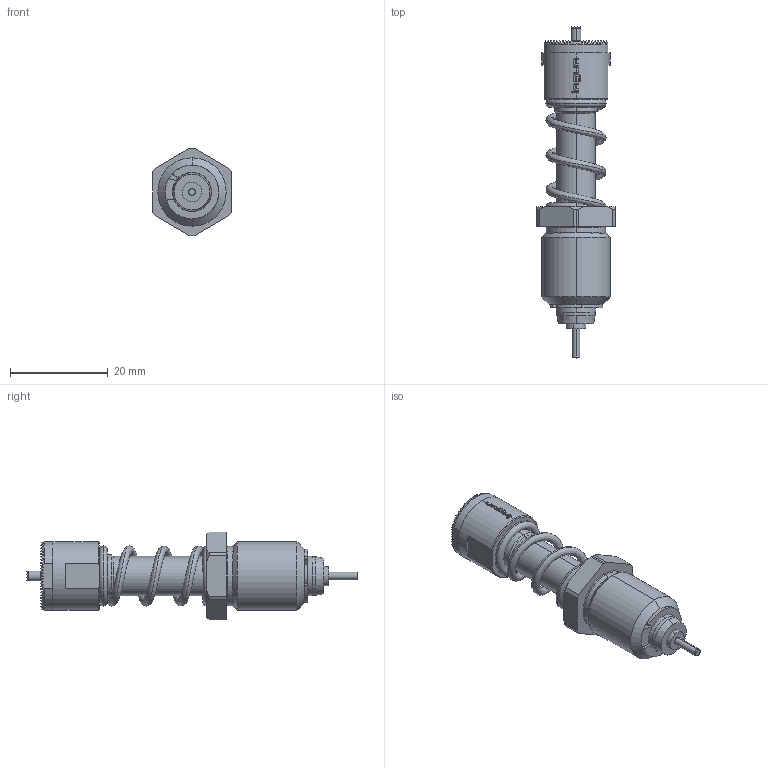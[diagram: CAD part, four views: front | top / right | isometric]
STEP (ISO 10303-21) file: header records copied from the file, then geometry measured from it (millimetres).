
FILE_DESCRIPTION (( 'STEP AP203' ), '1' );
FILE_NAME ('INGUN_BCP-654_360_1400_A_xx04_M-53.STEP', '2025-06-05T10:34:07', ( '' ), ( '' ), 'SwSTEP 2.0', 'SolidWorks 2023', '' );
FILE_SCHEMA (( 'CONFIG_CONTROL_DESIGN' ));
Length unit declared in the file: millimetre
Products named in the file (1): INGUN_BCP-654_360_1400_A_xx04_M-53
Bounding box: 16 x 68 x 18 mm (x, y, z)
Volume: 6591.5 mm3; surface area: 3883.5 mm2
Topology: 1 solids, 2 shells, 1903 faces, 3358 edges, 1467 vertices
Faces by surface type: plane 1756, cylinder 73, cone 35, bspline 27, torus 11, sphere 1
Entity records: 45494 total; most frequent: CARTESIAN_POINT 11458, DIRECTION 6941, ORIENTED_EDGE 6714, EDGE_CURVE 3357, VECTOR 2667, LINE 2667, AXIS2_PLACEMENT_3D 2137, EDGE_LOOP 1916
